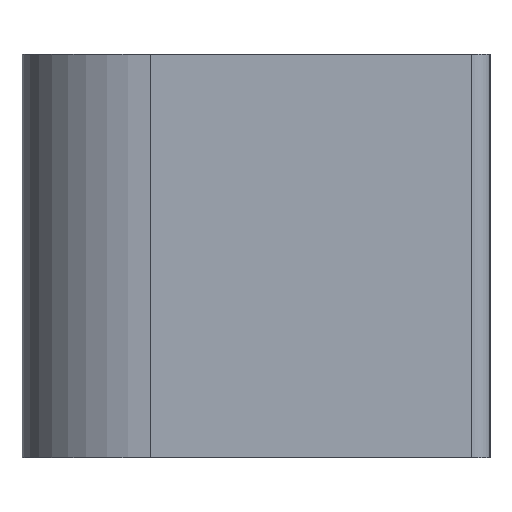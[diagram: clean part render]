
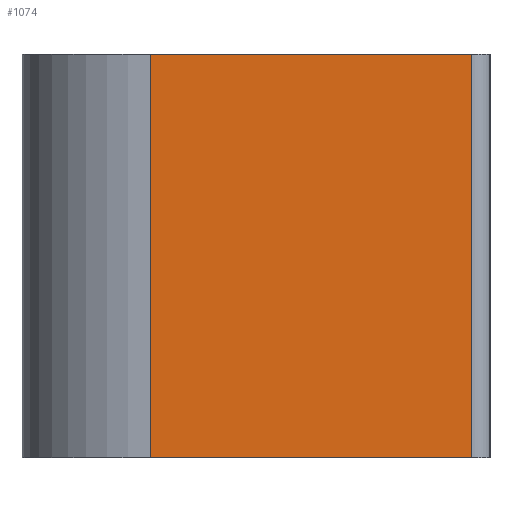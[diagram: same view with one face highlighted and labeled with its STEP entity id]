
A CAD part, left-side view. The second image highlights one B-rep face of the part: STEP entity #1074.
In plain terms, the highlighted planar face has unit normal (-1, 0, 0).
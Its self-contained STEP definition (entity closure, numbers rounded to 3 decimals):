
#66=PLANE('',#1205);
#146=FACE_OUTER_BOUND('',#221,.T.);
#221=EDGE_LOOP('',(#956,#957,#958,#959));
#254=LINE('',#2127,#320);
#261=LINE('',#2154,#327);
#272=LINE('',#2184,#338);
#279=LINE('',#2813,#345);
#320=VECTOR('',#1291,10.);
#327=VECTOR('',#1320,10.);
#338=VECTOR('',#1351,10.);
#345=VECTOR('',#1388,10.);
#466=VERTEX_POINT('',#2113);
#472=VERTEX_POINT('',#2125);
#480=VERTEX_POINT('',#2151);
#481=VERTEX_POINT('',#2153);
#576=EDGE_CURVE('',#466,#472,#254,.T.);
#589=EDGE_CURVE('',#480,#481,#261,.T.);
#606=EDGE_CURVE('',#466,#480,#272,.T.);
#632=EDGE_CURVE('',#472,#481,#279,.T.);
#956=ORIENTED_EDGE('',*,*,#606,.F.);
#957=ORIENTED_EDGE('',*,*,#576,.T.);
#958=ORIENTED_EDGE('',*,*,#632,.T.);
#959=ORIENTED_EDGE('',*,*,#589,.F.);
#1074=ADVANCED_FACE('',(#146),#66,.T.);
#1205=AXIS2_PLACEMENT_3D('',#2898,#1497,#1498);
#1291=DIRECTION('',(0.,1.,0.));
#1320=DIRECTION('',(0.,1.,0.));
#1351=DIRECTION('',(0.,0.,-1.));
#1388=DIRECTION('',(0.,0.,-1.));
#1497=DIRECTION('center_axis',(-1.,0.,0.));
#1498=DIRECTION('ref_axis',(0.,1.,0.));
#2113=CARTESIAN_POINT('',(-34.5,-10.25,0.));
#2125=CARTESIAN_POINT('',(-34.5,7.25,0.));
#2127=CARTESIAN_POINT('',(-34.5,-11.25,0.));
#2151=CARTESIAN_POINT('',(-34.5,-10.25,-22.));
#2153=CARTESIAN_POINT('',(-34.5,7.25,-22.));
#2154=CARTESIAN_POINT('',(-34.5,-11.25,-22.));
#2184=CARTESIAN_POINT('',(-34.5,-10.25,0.));
#2813=CARTESIAN_POINT('',(-34.5,7.25,0.));
#2898=CARTESIAN_POINT('Origin',(-34.5,-11.25,0.));
